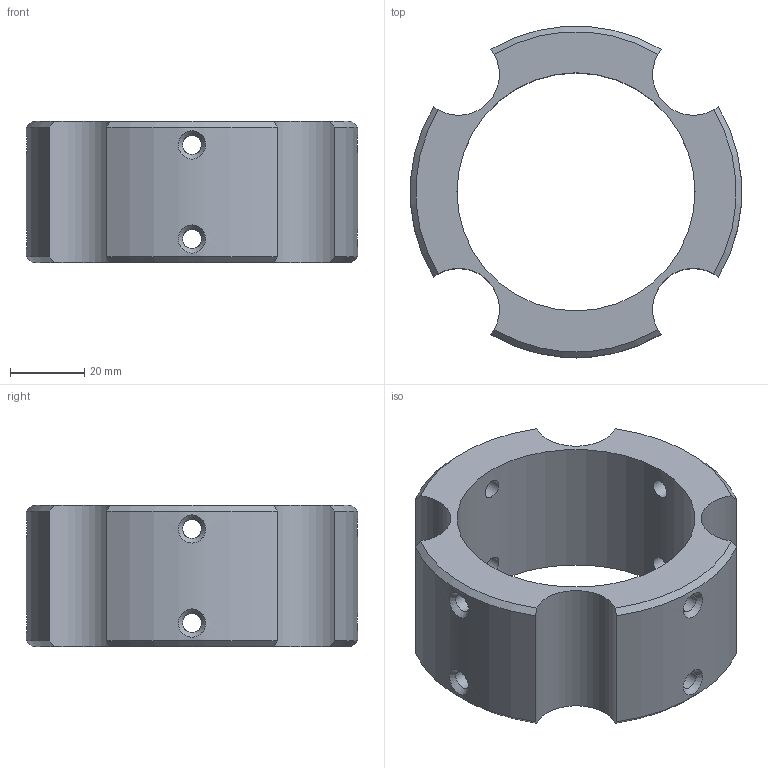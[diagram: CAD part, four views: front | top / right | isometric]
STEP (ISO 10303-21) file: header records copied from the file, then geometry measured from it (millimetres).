
FILE_DESCRIPTION(/* description */ (''),/* implementation_level */ '2;1');
FILE_NAME(/* name */ 'UNION_v2.2.step',/* time_stamp */ '2020-08-10T20:29:56-03:00',/* author */ (''),/* organization */ (''),/* preprocessor_version */ 'ST-DEVELOPER v18.1',/* originating_system */ 'Autodesk Translation Framework v9.3.0.1241',/* authorisation */ '');
FILE_SCHEMA (('AUTOMOTIVE_DESIGN { 1 0 10303 214 3 1 1 }'));
Length unit declared in the file: millimetre
Products named in the file (1): UNION CLAMP
Bounding box: 89.53 x 89.53 x 38.1 mm (x, y, z)
Volume: 86209.6 mm3; surface area: 25413.1 mm2
Topology: 1 solids, 1 shells, 35 faces, 111 edges, 76 vertices
Faces by surface type: cylinder 17, cone 16, plane 2
Full cylindrical faces by diameter (mm): 5.118 x8, 64.262 x1
Entity records: 1881 total; most frequent: CARTESIAN_POINT 873, ORIENTED_EDGE 222, DIRECTION 167, EDGE_CURVE 111, VERTEX_POINT 76, AXIS2_PLACEMENT_3D 70, EDGE_LOOP 51, B_SPLINE_CURVE_WITH_KNOTS 50
